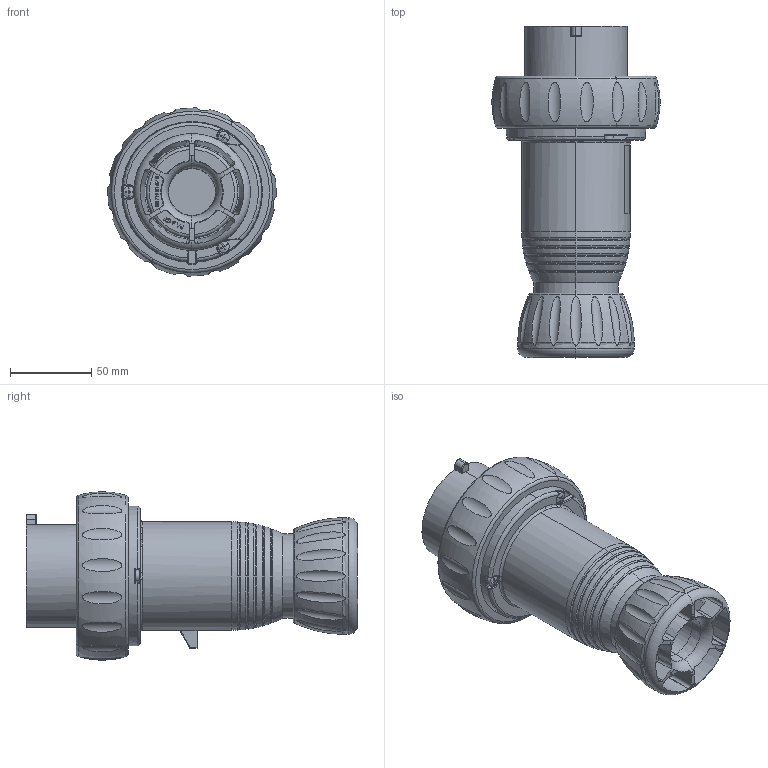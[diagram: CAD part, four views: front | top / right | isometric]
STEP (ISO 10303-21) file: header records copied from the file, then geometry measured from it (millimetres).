
FILE_DESCRIPTION (( 'STEP AP203' ), '1' );
FILE_NAME ('8571_12-506-ap203.STEP', '2013-05-06T13:44:05', ( 'Admin' ), ( 'R. STAHL AG' ), 'SwSTEP 2.0', 'SolidWorks 2013', '' );
FILE_SCHEMA (( 'CONFIG_CONTROL_DESIGN' ));
Length unit declared in the file: millimetre
Products named in the file (13): 85_719_01_28_0; 85_719_04_64_0; 8571_12-506-ap203; 85_719_05_64_0; 85_719_01_04_0; 515_624_0; 506_699_0; 506_452_0; 85_719_02_04_0; 505_697_0; 85_719_02_04_0_Dichtung; 85_719_01_37_0
Assembly tree (17 placements, depth 3):
  8571_12-506-ap203
    85_719_02_04_0
      85_719_02_04_0
      85_719_02_04_0_Dichtung
    85_719_04_64_0  x4
    85_719_05_64_0
    85_719_01_04_0
    515_624_0
    506_699_0
    506_452_0
    505_697_0  x3
    85_719_01_37_0
    85_719_01_28_0
Bounding box: 103.84 x 204.8 x 103.91 mm (x, y, z)
Volume: 360298.5 mm3; surface area: 223305.3 mm2
Topology: 16 solids, 16 shells, 2756 faces, 7504 edges, 4906 vertices
Faces by surface type: plane 1173, cylinder 876, bspline 383, torus 174, cone 142, sphere 8
Entity records: 111021 total; most frequent: CARTESIAN_POINT 43836, ORIENTED_EDGE 14506, DIRECTION 12835, EDGE_CURVE 7253, VERTEX_POINT 4754, AXIS2_PLACEMENT_3D 4641, LINE 3553, VECTOR 3553
